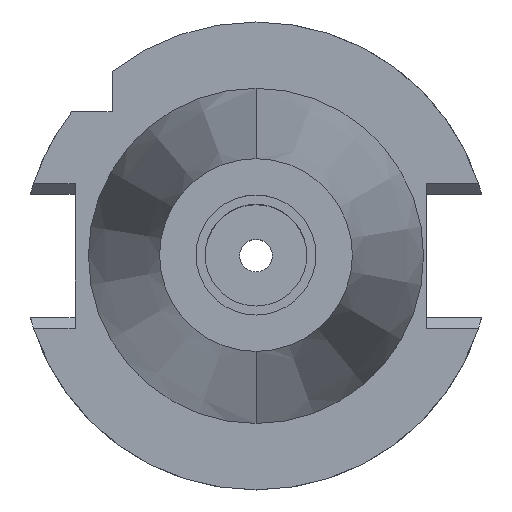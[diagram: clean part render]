
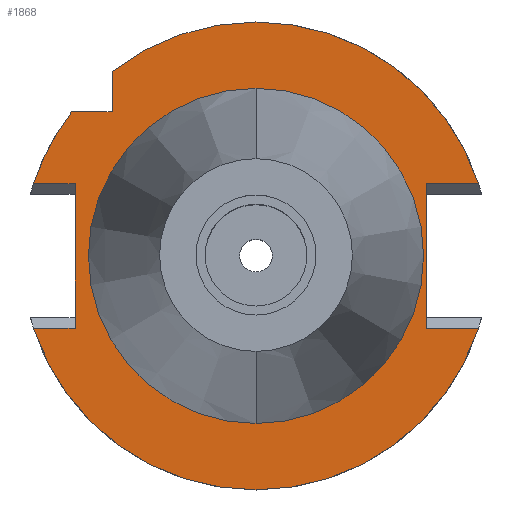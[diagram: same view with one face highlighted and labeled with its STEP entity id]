
A CAD part, top view. The second image highlights one B-rep face of the part: STEP entity #1868.
In plain terms, the highlighted planar face has unit normal (0, 0, 1).
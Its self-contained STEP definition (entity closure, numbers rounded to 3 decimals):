
#108=DIRECTION('',(-1.,0.,0.));
#109=VECTOR('',#108,8.669);
#110=CARTESIAN_POINT('',(-37.7,15.05,-1.5));
#111=LINE('',#110,#109);
#115=CARTESIAN_POINT('',(0.,0.,-1.5));
#116=DIRECTION('',(0.,0.,-1.));
#117=DIRECTION('',(-0.951,0.309,0.));
#118=AXIS2_PLACEMENT_3D('',#115,#116,#117);
#123=DIRECTION('',(0.,1.,0.));
#124=VECTOR('',#123,8.426);
#125=CARTESIAN_POINT('',(-30.,30.,-1.5));
#126=LINE('',#125,#124);
#130=CARTESIAN_POINT('',(0.,0.,-1.5));
#131=DIRECTION('',(0.,0.,-1.));
#132=DIRECTION('',(-0.615,0.788,0.));
#133=AXIS2_PLACEMENT_3D('',#130,#131,#132);
#138=CARTESIAN_POINT('',(0.,0.,-1.5));
#139=DIRECTION('',(0.,0.,-1.));
#140=DIRECTION('',(0.,1.,0.));
#141=AXIS2_PLACEMENT_3D('',#138,#139,#140);
#146=DIRECTION('',(0.,-1.,0.));
#147=VECTOR('',#146,30.1);
#148=CARTESIAN_POINT('',(35.5,15.05,-1.5));
#149=LINE('',#148,#147);
#153=DIRECTION('',(1.,0.,0.));
#154=VECTOR('',#153,10.869);
#155=CARTESIAN_POINT('',(35.5,-15.05,-1.5));
#156=LINE('',#155,#154);
#160=CARTESIAN_POINT('',(0.,0.,-1.5));
#161=DIRECTION('',(0.,0.,-1.));
#162=DIRECTION('',(0.951,-0.309,0.));
#163=AXIS2_PLACEMENT_3D('',#160,#161,#162);
#168=CARTESIAN_POINT('',(0.,0.,-1.5));
#169=DIRECTION('',(0.,0.,-1.));
#170=DIRECTION('',(0.,-1.,0.));
#171=AXIS2_PLACEMENT_3D('',#168,#169,#170);
#176=CARTESIAN_POINT('',(0.,0.,-1.5));
#177=DIRECTION('',(0.,0.,1.));
#178=DIRECTION('',(0.,-1.,0.));
#179=AXIS2_PLACEMENT_3D('',#176,#177,#178);
#184=CARTESIAN_POINT('',(0.,0.,-1.5));
#185=DIRECTION('',(0.,0.,1.));
#186=DIRECTION('',(0.,1.,0.));
#187=AXIS2_PLACEMENT_3D('',#184,#185,#186);
#199=DIRECTION('',(0.,-1.,0.));
#200=VECTOR('',#199,30.1);
#201=CARTESIAN_POINT('',(-37.7,15.05,-1.5));
#202=LINE('',#201,#200);
#326=DIRECTION('',(-1.,0.,0.));
#327=VECTOR('',#326,8.669);
#328=CARTESIAN_POINT('',(-37.7,-15.05,-1.5));
#329=LINE('',#328,#327);
#589=DIRECTION('',(1.,0.,0.));
#590=VECTOR('',#589,10.869);
#591=CARTESIAN_POINT('',(35.5,15.05,-1.5));
#592=LINE('',#591,#590);
#831=DIRECTION('',(-1.,0.,0.));
#832=VECTOR('',#831,8.426);
#833=CARTESIAN_POINT('',(-30.,30.,-1.5));
#834=LINE('',#833,#832);
#1497=CARTESIAN_POINT('',(0.,34.925,-1.5));
#1498=VERTEX_POINT('',#1497);
#1499=CARTESIAN_POINT('',(0.,-34.925,-1.5));
#1500=VERTEX_POINT('',#1499);
#1501=CARTESIAN_POINT('',(-37.7,15.05,-1.5));
#1502=CARTESIAN_POINT('',(-37.7,-15.05,-1.5));
#1503=VERTEX_POINT('',#1501);
#1504=VERTEX_POINT('',#1502);
#1505=CARTESIAN_POINT('',(-46.369,15.05,-1.5));
#1506=VERTEX_POINT('',#1505);
#1507=CARTESIAN_POINT('',(-38.426,30.,-1.5));
#1508=VERTEX_POINT('',#1507);
#1509=CARTESIAN_POINT('',(-30.,30.,-1.5));
#1510=VERTEX_POINT('',#1509);
#1511=CARTESIAN_POINT('',(-30.,38.426,-1.5));
#1512=VERTEX_POINT('',#1511);
#1513=CARTESIAN_POINT('',(0.,48.75,-1.5));
#1514=CARTESIAN_POINT('',(46.369,15.05,-1.5));
#1515=VERTEX_POINT('',#1513);
#1516=VERTEX_POINT('',#1514);
#1517=CARTESIAN_POINT('',(35.5,15.05,-1.5));
#1518=VERTEX_POINT('',#1517);
#1519=CARTESIAN_POINT('',(35.5,-15.05,-1.5));
#1520=VERTEX_POINT('',#1519);
#1521=CARTESIAN_POINT('',(46.369,-15.05,-1.5));
#1522=VERTEX_POINT('',#1521);
#1523=CARTESIAN_POINT('',(0.,-48.75,-1.5));
#1524=CARTESIAN_POINT('',(-46.369,-15.05,-1.5));
#1525=VERTEX_POINT('',#1523);
#1526=VERTEX_POINT('',#1524);
#1831=CARTESIAN_POINT('',(0.,0.,-1.5));
#1832=DIRECTION('',(0.,0.,1.));
#1833=DIRECTION('',(0.,1.,0.));
#1834=AXIS2_PLACEMENT_3D('',#1831,#1832,#1833);
#1835=PLANE('',#1834);
#1837=ORIENTED_EDGE('',*,*,#1836,.F.);
#1839=ORIENTED_EDGE('',*,*,#1838,.T.);
#1841=ORIENTED_EDGE('',*,*,#1840,.T.);
#1843=ORIENTED_EDGE('',*,*,#1842,.F.);
#1845=ORIENTED_EDGE('',*,*,#1844,.T.);
#1847=ORIENTED_EDGE('',*,*,#1846,.T.);
#1849=ORIENTED_EDGE('',*,*,#1848,.T.);
#1851=ORIENTED_EDGE('',*,*,#1850,.F.);
#1853=ORIENTED_EDGE('',*,*,#1852,.T.);
#1855=ORIENTED_EDGE('',*,*,#1854,.T.);
#1857=ORIENTED_EDGE('',*,*,#1856,.T.);
#1859=ORIENTED_EDGE('',*,*,#1858,.T.);
#1861=ORIENTED_EDGE('',*,*,#1860,.F.);
#1862=EDGE_LOOP('',(#1837,#1839,#1841,#1843,#1845,#1847,#1849,#1851,#1853,#1855,
#1857,#1859,#1861));
#1863=FACE_OUTER_BOUND('',#1862,.F.);
#1864=ORIENTED_EDGE('',*,*,#1810,.T.);
#1865=ORIENTED_EDGE('',*,*,#1826,.T.);
#1866=EDGE_LOOP('',(#1864,#1865));
#1867=FACE_BOUND('',#1866,.F.);
#119=CIRCLE('',#118,48.75);
#134=CIRCLE('',#133,48.75);
#142=CIRCLE('',#141,48.75);
#164=CIRCLE('',#163,48.75);
#172=CIRCLE('',#171,48.75);
#180=CIRCLE('',#179,34.925);
#188=CIRCLE('',#187,34.925);
#1810=EDGE_CURVE('',#1500,#1498,#180,.T.);
#1826=EDGE_CURVE('',#1498,#1500,#188,.T.);
#1836=EDGE_CURVE('',#1503,#1504,#202,.T.);
#1838=EDGE_CURVE('',#1503,#1506,#111,.T.);
#1840=EDGE_CURVE('',#1506,#1508,#119,.T.);
#1842=EDGE_CURVE('',#1510,#1508,#834,.T.);
#1844=EDGE_CURVE('',#1510,#1512,#126,.T.);
#1846=EDGE_CURVE('',#1512,#1515,#134,.T.);
#1848=EDGE_CURVE('',#1515,#1516,#142,.T.);
#1850=EDGE_CURVE('',#1518,#1516,#592,.T.);
#1852=EDGE_CURVE('',#1518,#1520,#149,.T.);
#1854=EDGE_CURVE('',#1520,#1522,#156,.T.);
#1856=EDGE_CURVE('',#1522,#1525,#164,.T.);
#1858=EDGE_CURVE('',#1525,#1526,#172,.T.);
#1860=EDGE_CURVE('',#1504,#1526,#329,.T.);
#1868=ADVANCED_FACE('',(#1863,#1867),#1835,.T.);
